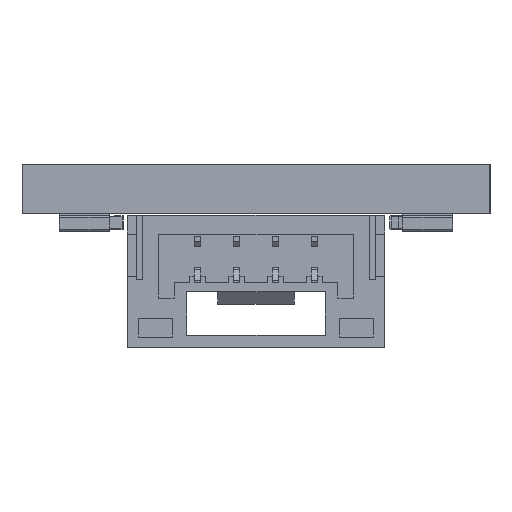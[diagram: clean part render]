
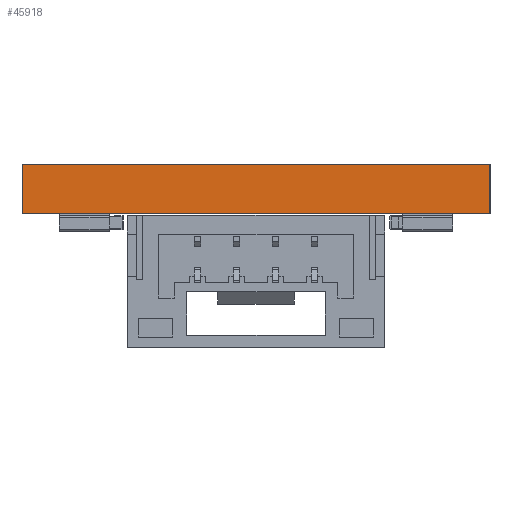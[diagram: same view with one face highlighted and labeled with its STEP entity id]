
A CAD part, left-side view. The second image highlights one B-rep face of the part: STEP entity #45918.
In plain terms, the highlighted planar face has unit normal (-1, 0, 0).
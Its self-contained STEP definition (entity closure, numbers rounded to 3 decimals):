
#42723 = PLANE('',#42724);
#42724 = AXIS2_PLACEMENT_3D('',#42725,#42726,#42727);
#42725 = CARTESIAN_POINT('',(-114.246,144.406,0.));
#42726 = DIRECTION('',(-0.,-0.,-1.));
#42727 = DIRECTION('',(-1.,0.,0.));
#42779 = PLANE('',#42780);
#42780 = AXIS2_PLACEMENT_3D('',#42781,#42782,#42783);
#42781 = CARTESIAN_POINT('',(-114.246,144.406,1.6));
#42782 = DIRECTION('',(-0.,-0.,-1.));
#42783 = DIRECTION('',(-1.,0.,0.));
#42995 = VERTEX_POINT('',#42996);
#42996 = CARTESIAN_POINT('',(-126.746,136.906,0.));
#43010 = PLANE('',#43011);
#43011 = AXIS2_PLACEMENT_3D('',#43012,#43013,#43014);
#43012 = CARTESIAN_POINT('',(-101.746,136.906,0.));
#43013 = DIRECTION('',(0.,-1.,0.));
#43014 = DIRECTION('',(-1.,0.,0.));
#43022 = EDGE_CURVE('',#42995,#43023,#43025,.T.);
#43023 = VERTEX_POINT('',#43024);
#43024 = CARTESIAN_POINT('',(-126.746,151.906,0.));
#43025 = SURFACE_CURVE('',#43026,(#43030,#43037),.PCURVE_S1.);
#43026 = LINE('',#43027,#43028);
#43027 = CARTESIAN_POINT('',(-126.746,136.906,0.));
#43028 = VECTOR('',#43029,1.);
#43029 = DIRECTION('',(0.,1.,0.));
#43030 = PCURVE('',#42723,#43031);
#43031 = DEFINITIONAL_REPRESENTATION('',(#43032),#43036);
#43032 = LINE('',#43033,#43034);
#43033 = CARTESIAN_POINT('',(12.5,-7.5));
#43034 = VECTOR('',#43035,1.);
#43035 = DIRECTION('',(0.,1.));
#43036 = ( GEOMETRIC_REPRESENTATION_CONTEXT(2) 
PARAMETRIC_REPRESENTATION_CONTEXT() REPRESENTATION_CONTEXT('2D SPACE',''
  ) );
#43037 = PCURVE('',#43038,#43043);
#43038 = PLANE('',#43039);
#43039 = AXIS2_PLACEMENT_3D('',#43040,#43041,#43042);
#43040 = CARTESIAN_POINT('',(-126.746,136.906,0.));
#43041 = DIRECTION('',(-1.,0.,0.));
#43042 = DIRECTION('',(0.,1.,0.));
#43043 = DEFINITIONAL_REPRESENTATION('',(#43044),#43048);
#43044 = LINE('',#43045,#43046);
#43045 = CARTESIAN_POINT('',(0.,0.));
#43046 = VECTOR('',#43047,1.);
#43047 = DIRECTION('',(1.,0.));
#43048 = ( GEOMETRIC_REPRESENTATION_CONTEXT(2) 
PARAMETRIC_REPRESENTATION_CONTEXT() REPRESENTATION_CONTEXT('2D SPACE',''
  ) );
#43066 = PLANE('',#43067);
#43067 = AXIS2_PLACEMENT_3D('',#43068,#43069,#43070);
#43068 = CARTESIAN_POINT('',(-126.746,151.906,0.));
#43069 = DIRECTION('',(0.,1.,0.));
#43070 = DIRECTION('',(1.,0.,0.));
#44566 = VERTEX_POINT('',#44567);
#44567 = CARTESIAN_POINT('',(-126.746,136.906,1.6));
#44588 = EDGE_CURVE('',#44566,#44589,#44591,.T.);
#44589 = VERTEX_POINT('',#44590);
#44590 = CARTESIAN_POINT('',(-126.746,151.906,1.6));
#44591 = SURFACE_CURVE('',#44592,(#44596,#44603),.PCURVE_S1.);
#44592 = LINE('',#44593,#44594);
#44593 = CARTESIAN_POINT('',(-126.746,136.906,1.6));
#44594 = VECTOR('',#44595,1.);
#44595 = DIRECTION('',(0.,1.,0.));
#44596 = PCURVE('',#42779,#44597);
#44597 = DEFINITIONAL_REPRESENTATION('',(#44598),#44602);
#44598 = LINE('',#44599,#44600);
#44599 = CARTESIAN_POINT('',(12.5,-7.5));
#44600 = VECTOR('',#44601,1.);
#44601 = DIRECTION('',(0.,1.));
#44602 = ( GEOMETRIC_REPRESENTATION_CONTEXT(2) 
PARAMETRIC_REPRESENTATION_CONTEXT() REPRESENTATION_CONTEXT('2D SPACE',''
  ) );
#44603 = PCURVE('',#43038,#44604);
#44604 = DEFINITIONAL_REPRESENTATION('',(#44605),#44609);
#44605 = LINE('',#44606,#44607);
#44606 = CARTESIAN_POINT('',(0.,-1.6));
#44607 = VECTOR('',#44608,1.);
#44608 = DIRECTION('',(1.,0.));
#44609 = ( GEOMETRIC_REPRESENTATION_CONTEXT(2) 
PARAMETRIC_REPRESENTATION_CONTEXT() REPRESENTATION_CONTEXT('2D SPACE',''
  ) );
#45896 = EDGE_CURVE('',#43023,#44589,#45897,.T.);
#45897 = SURFACE_CURVE('',#45898,(#45902,#45909),.PCURVE_S1.);
#45898 = LINE('',#45899,#45900);
#45899 = CARTESIAN_POINT('',(-126.746,151.906,0.));
#45900 = VECTOR('',#45901,1.);
#45901 = DIRECTION('',(0.,0.,1.));
#45902 = PCURVE('',#43066,#45903);
#45903 = DEFINITIONAL_REPRESENTATION('',(#45904),#45908);
#45904 = LINE('',#45905,#45906);
#45905 = CARTESIAN_POINT('',(0.,0.));
#45906 = VECTOR('',#45907,1.);
#45907 = DIRECTION('',(0.,-1.));
#45908 = ( GEOMETRIC_REPRESENTATION_CONTEXT(2) 
PARAMETRIC_REPRESENTATION_CONTEXT() REPRESENTATION_CONTEXT('2D SPACE',''
  ) );
#45909 = PCURVE('',#43038,#45910);
#45910 = DEFINITIONAL_REPRESENTATION('',(#45911),#45915);
#45911 = LINE('',#45912,#45913);
#45912 = CARTESIAN_POINT('',(15.,0.));
#45913 = VECTOR('',#45914,1.);
#45914 = DIRECTION('',(0.,-1.));
#45915 = ( GEOMETRIC_REPRESENTATION_CONTEXT(2) 
PARAMETRIC_REPRESENTATION_CONTEXT() REPRESENTATION_CONTEXT('2D SPACE',''
  ) );
#45918 = ADVANCED_FACE('',(#45919),#43038,.T.);
#45919 = FACE_BOUND('',#45920,.T.);
#45920 = EDGE_LOOP('',(#45921,#45942,#45943,#45944));
#45921 = ORIENTED_EDGE('',*,*,#45922,.T.);
#45922 = EDGE_CURVE('',#42995,#44566,#45923,.T.);
#45923 = SURFACE_CURVE('',#45924,(#45928,#45935),.PCURVE_S1.);
#45924 = LINE('',#45925,#45926);
#45925 = CARTESIAN_POINT('',(-126.746,136.906,0.));
#45926 = VECTOR('',#45927,1.);
#45927 = DIRECTION('',(0.,0.,1.));
#45928 = PCURVE('',#43038,#45929);
#45929 = DEFINITIONAL_REPRESENTATION('',(#45930),#45934);
#45930 = LINE('',#45931,#45932);
#45931 = CARTESIAN_POINT('',(0.,0.));
#45932 = VECTOR('',#45933,1.);
#45933 = DIRECTION('',(0.,-1.));
#45934 = ( GEOMETRIC_REPRESENTATION_CONTEXT(2) 
PARAMETRIC_REPRESENTATION_CONTEXT() REPRESENTATION_CONTEXT('2D SPACE',''
  ) );
#45935 = PCURVE('',#43010,#45936);
#45936 = DEFINITIONAL_REPRESENTATION('',(#45937),#45941);
#45937 = LINE('',#45938,#45939);
#45938 = CARTESIAN_POINT('',(25.,0.));
#45939 = VECTOR('',#45940,1.);
#45940 = DIRECTION('',(0.,-1.));
#45941 = ( GEOMETRIC_REPRESENTATION_CONTEXT(2) 
PARAMETRIC_REPRESENTATION_CONTEXT() REPRESENTATION_CONTEXT('2D SPACE',''
  ) );
#45942 = ORIENTED_EDGE('',*,*,#44588,.T.);
#45943 = ORIENTED_EDGE('',*,*,#45896,.F.);
#45944 = ORIENTED_EDGE('',*,*,#43022,.F.);
